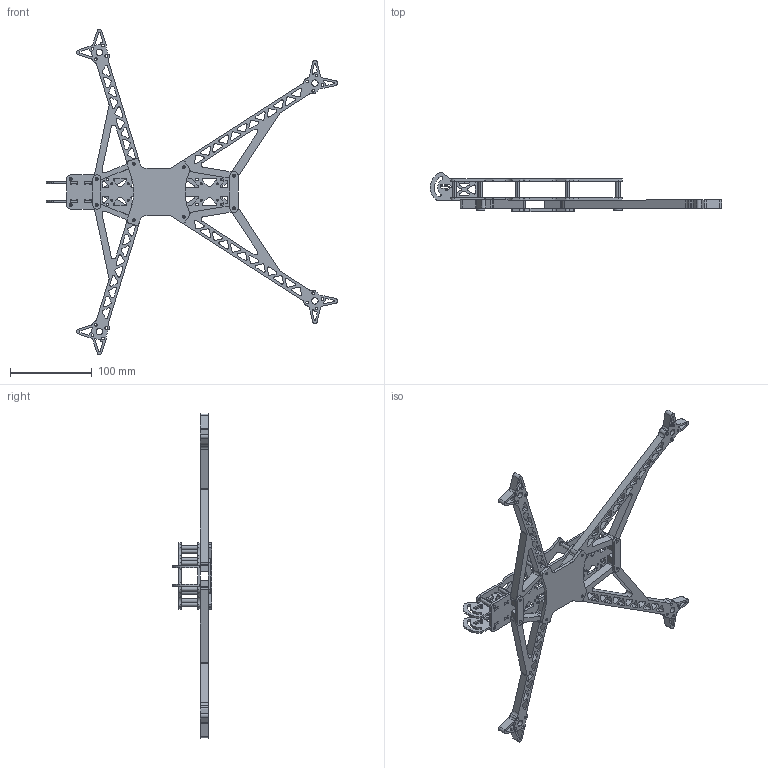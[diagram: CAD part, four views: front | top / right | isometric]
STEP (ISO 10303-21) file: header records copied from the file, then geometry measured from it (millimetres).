
FILE_DESCRIPTION (( 'STEP AP214' ), '1' );
FILE_NAME ('10in_Frame.STEP', '2022-02-09T17:44:01', ( '' ), ( '' ), 'SwSTEP 2.0', 'SolidWorks 2021', '' );
FILE_SCHEMA (( 'AUTOMOTIVE_DESIGN' ));
Length unit declared in the file: millimetre
Products named in the file (10): Mid_Plate; M3_Standoff-20mm; Front_Bottom_Brace; Bottom_Plate; Rear_Bottom_Brace; 10in_Frame; Camera_Plate; Front_Arm-Gussett; Rear_Arm-Gussetts; Top_Plate
Assembly tree (21 placements, depth 2):
  10in_Frame
    Mid_Plate
    Bottom_Plate
    Top_Plate
    Rear_Bottom_Brace
    Front_Bottom_Brace
    M3_Standoff-20mm  x10
    Rear_Arm-Gussetts  x2
    Front_Arm-Gussett  x2
    Camera_Plate  x2
Bounding box: 357.02 x 48 x 398.08 mm (x, y, z)
Volume: 221366.9 mm3; surface area: 146443.4 mm2
Topology: 21 solids, 21 shells, 1331 faces, 3867 edges, 2578 vertices
Faces by surface type: cylinder 827, plane 504
Entity records: 31048 total; most frequent: DIRECTION 5533, CARTESIAN_POINT 5256, ORIENTED_EDGE 5214, EDGE_CURVE 2607, AXIS2_PLACEMENT_3D 2015, VERTEX_POINT 1738, LINE 1503, VECTOR 1503
